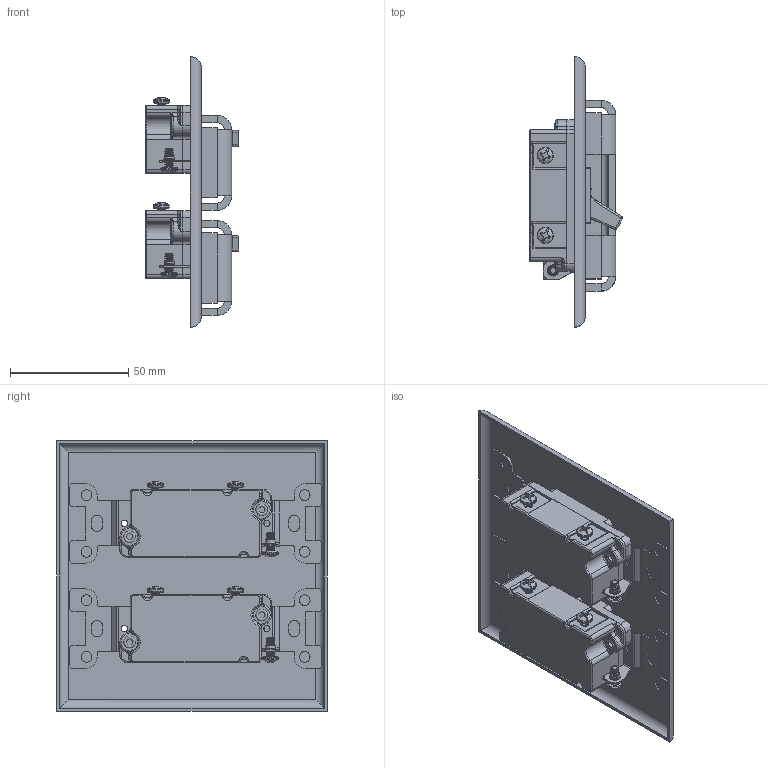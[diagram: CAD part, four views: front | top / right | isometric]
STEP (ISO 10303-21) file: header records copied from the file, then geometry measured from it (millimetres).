
FILE_DESCRIPTION(/* description */ (''),/* implementation_level */ '2;1');
FILE_NAME(/* name */ 'double switch frame only.stp',/* time_stamp */ '2015-07-04T00:04:38-07:00',/* author */ ('Peter Froud'),/* organization */ (''),/* preprocessor_version */ 'ST-DEVELOPER v15.6',/* originating_system */ 'Autodesk Inventor 2015',/* authorisation */ '');
FILE_SCHEMA (('AUTOMOTIVE_DESIGN { 1 0 10303 214 3 1 1 }'));
Length unit declared in the file: inch
Products named in the file (12): double light Switch Cover; switchbot frame; Top_Insulator; Toggle_Switch; Top_Plate; Back_Insulator; Tab_Connect; Screw_PHHPH-CROSS_6-32_L5-16_Brass_91249A145; Rolled_Rivet; Tab_Connect_Insulator; Switch_Assembly; double switch assembly
Bounding box: 39.42 x 114.3 x 114.3 mm (x, y, z)
Volume: 112773.2 mm3; surface area: 85067.9 mm2
Topology: 27 solids, 27 shells, 1507 faces, 3774 edges, 2324 vertices
Faces by surface type: plane 803, cylinder 390, torus 136, bspline 126, sphere 28, cone 24
Full cylindrical faces by diameter (mm): 2.667 x4, 2.692 x2, 2.705 x8, 3.175 x18, 4.216 x2, 4.496 x12, 5.08 x4
Entity records: 23941 total; most frequent: CARTESIAN_POINT 7624, DIRECTION 3360, ORIENTED_EDGE 3304, EDGE_CURVE 1652, AXIS2_PLACEMENT_3D 1176, VERTEX_POINT 1037, LINE 1008, VECTOR 1008
